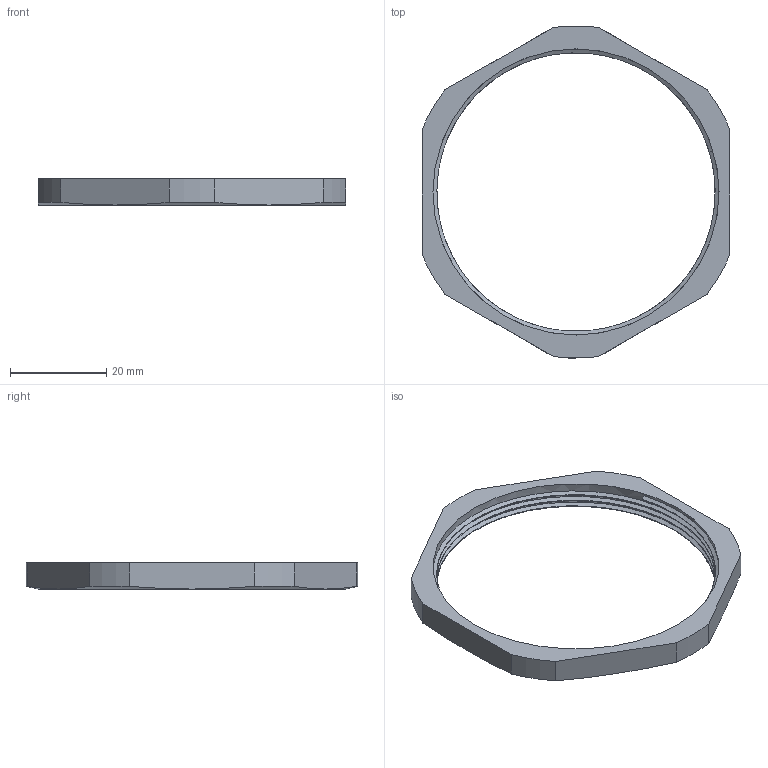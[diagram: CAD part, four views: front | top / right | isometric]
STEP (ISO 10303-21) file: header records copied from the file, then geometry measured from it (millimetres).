
FILE_DESCRIPTION(/* description */ ('Sechskantmutter Metall PG 48'),/* implementation_level */ '2;1');
FILE_NAME(/* name */ '61006448LF-RST.stp',/* time_stamp */ '2020-10-14T10:01:39+02:00',/* author */ ('sl'),/* organization */ (''),/* preprocessor_version */ 'ST-DEVELOPER v16.5',/* originating_system */ 'Autodesk Inventor 2017',/* authorisation */ '');
FILE_SCHEMA (('AUTOMOTIVE_DESIGN { 1 0 10303 214 3 1 1 }'));
Length unit declared in the file: millimetre
Products named in the file (1): 61006448FL
Bounding box: 64 x 69 x 5.53 mm (x, y, z)
Volume: 4060.8 mm3; surface area: 4114.1 mm2
Topology: 1 solids, 1 shells, 23 faces, 63 edges, 42 vertices
Faces by surface type: cylinder 11, plane 9, bspline 2, cone 1
Full cylindrical faces by diameter (mm): 59.482 x3
Entity records: 1280 total; most frequent: CARTESIAN_POINT 781, ORIENTED_EDGE 100, DIRECTION 92, EDGE_CURVE 50, AXIS2_PLACEMENT_3D 35, VERTEX_POINT 34, EDGE_LOOP 24, LINE 22
